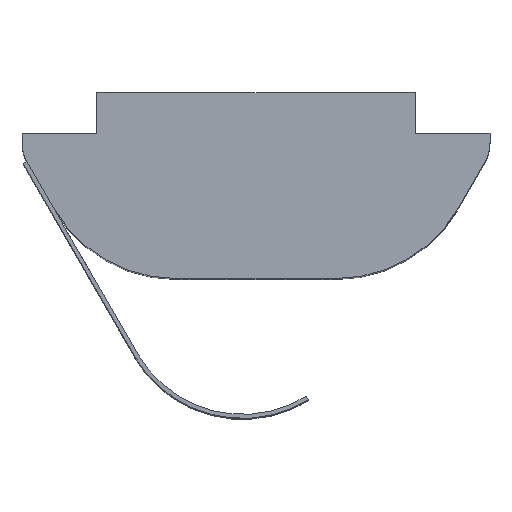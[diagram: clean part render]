
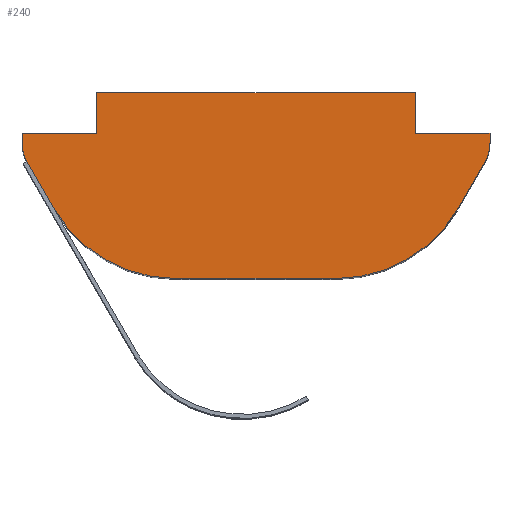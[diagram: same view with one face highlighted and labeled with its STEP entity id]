
A CAD part, top view. The second image highlights one B-rep face of the part: STEP entity #240.
In plain terms, the highlighted planar face has unit normal (0, 0, 1).
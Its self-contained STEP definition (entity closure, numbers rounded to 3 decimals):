
#1 = EDGE_CURVE ( 'NONE', #250, #1146, #954, .T. ) ;
#13 = VECTOR ( 'NONE', #115, 1000. ) ;
#36 = DIRECTION ( 'NONE',  ( 0., -1., 0. ) ) ;
#62 = ORIENTED_EDGE ( 'NONE', *, *, #1, .F. ) ;
#108 = CARTESIAN_POINT ( 'NONE',  ( 3.95, 0., 16. ) ) ;
#113 = DIRECTION ( 'NONE',  ( 0., 0., 1. ) ) ;
#115 = DIRECTION ( 'NONE',  ( -1., 0., 0. ) ) ;
#117 = CARTESIAN_POINT ( 'NONE',  ( -4.8, -1.232, 16. ) ) ;
#123 = CARTESIAN_POINT ( 'NONE',  ( 3.95, -0.2, 16. ) ) ;
#127 = AXIS2_PLACEMENT_3D ( 'NONE', #263, #454, #539 ) ;
#180 = CARTESIAN_POINT ( 'NONE',  ( 0., -1., 16. ) ) ;
#190 = CARTESIAN_POINT ( 'NONE',  ( 3.95, -1., 16. ) ) ;
#194 = CARTESIAN_POINT ( 'NONE',  ( -1.989, -4.6, 16. ) ) ;
#201 = VECTOR ( 'NONE', #459, 1000. ) ;
#202 = LINE ( 'NONE', #826, #321 ) ;
#207 = VERTEX_POINT ( 'NONE', #108 ) ;
#214 = EDGE_CURVE ( 'NONE', #586, #776, #674, .T. ) ;
#222 = ORIENTED_EDGE ( 'NONE', *, *, #428, .T. ) ;
#225 = ORIENTED_EDGE ( 'NONE', *, *, #1128, .T. ) ;
#228 = DIRECTION ( 'NONE',  ( 0., 0., 1. ) ) ;
#232 = VECTOR ( 'NONE', #906, 1000. ) ;
#237 = EDGE_CURVE ( 'NONE', #386, #647, #930, .T. ) ;
#240 = ADVANCED_FACE ( 'NONE', ( #1074 ), #765, .T. ) ;
#241 = CARTESIAN_POINT ( 'NONE',  ( 5.8, -1., 16. ) ) ;
#250 = VERTEX_POINT ( 'NONE', #573 ) ;
#263 = CARTESIAN_POINT ( 'NONE',  ( 4.8, -1.232, 16. ) ) ;
#284 = DIRECTION ( 'NONE',  ( -1., 0., 0. ) ) ;
#290 = AXIS2_PLACEMENT_3D ( 'NONE', #952, #307, #964 ) ;
#293 = ORIENTED_EDGE ( 'NONE', *, *, #506, .F. ) ;
#296 = ORIENTED_EDGE ( 'NONE', *, *, #1070, .F. ) ;
#299 = AXIS2_PLACEMENT_3D ( 'NONE', #764, #113, #284 ) ;
#307 = DIRECTION ( 'NONE',  ( 0., 0., 1. ) ) ;
#318 = DIRECTION ( 'NONE',  ( -1., 0., 0. ) ) ;
#321 = VECTOR ( 'NONE', #1082, 1000. ) ;
#326 = EDGE_CURVE ( 'NONE', #400, #548, #1188, .T. ) ;
#327 = AXIS2_PLACEMENT_3D ( 'NONE', #117, #858, #1052 ) ;
#345 = CARTESIAN_POINT ( 'NONE',  ( -3.95, 0., 16. ) ) ;
#348 = CARTESIAN_POINT ( 'NONE',  ( 5.666, -1.732, 16. ) ) ;
#351 = DIRECTION ( 'NONE',  ( 0.5, -0.866, 0. ) ) ;
#386 = VERTEX_POINT ( 'NONE', #241 ) ;
#400 = VERTEX_POINT ( 'NONE', #1165 ) ;
#408 = CARTESIAN_POINT ( 'NONE',  ( -5.021, -2.85, 16. ) ) ;
#414 = VERTEX_POINT ( 'NONE', #418 ) ;
#418 = CARTESIAN_POINT ( 'NONE',  ( -5.8, -1., 16. ) ) ;
#428 = EDGE_CURVE ( 'NONE', #1036, #400, #641, .T. ) ;
#429 = ORIENTED_EDGE ( 'NONE', *, *, #596, .F. ) ;
#435 = CARTESIAN_POINT ( 'NONE',  ( -5.666, -1.732, 16. ) ) ;
#438 = DIRECTION ( 'NONE',  ( 1., 0., 0. ) ) ;
#454 = DIRECTION ( 'NONE',  ( 0., 0., -1. ) ) ;
#457 = EDGE_CURVE ( 'NONE', #1104, #414, #886, .T. ) ;
#459 = DIRECTION ( 'NONE',  ( -1., 0., 0. ) ) ;
#479 = DIRECTION ( 'NONE',  ( 0., -1., 0. ) ) ;
#485 = DIRECTION ( 'NONE',  ( 1., 0., 0. ) ) ;
#506 = EDGE_CURVE ( 'NONE', #1146, #548, #555, .T. ) ;
#539 = DIRECTION ( 'NONE',  ( -1., 0., 0. ) ) ;
#548 = VERTEX_POINT ( 'NONE', #1086 ) ;
#555 = LINE ( 'NONE', #348, #943 ) ;
#556 = VECTOR ( 'NONE', #36, 1000. ) ;
#557 = VERTEX_POINT ( 'NONE', #1183 ) ;
#565 = CARTESIAN_POINT ( 'NONE',  ( -3.95, 0., 16. ) ) ;
#566 = LINE ( 'NONE', #123, #1041 ) ;
#571 = ORIENTED_EDGE ( 'NONE', *, *, #646, .T. ) ;
#573 = CARTESIAN_POINT ( 'NONE',  ( 5.8, -1.232, 16. ) ) ;
#582 = ORIENTED_EDGE ( 'NONE', *, *, #726, .T. ) ;
#586 = VERTEX_POINT ( 'NONE', #345 ) ;
#589 = AXIS2_PLACEMENT_3D ( 'NONE', #779, #228, #318 ) ;
#596 = EDGE_CURVE ( 'NONE', #386, #250, #202, .T. ) ;
#641 = LINE ( 'NONE', #1156, #755 ) ;
#646 = EDGE_CURVE ( 'NONE', #776, #414, #983, .T. ) ;
#647 = VERTEX_POINT ( 'NONE', #190 ) ;
#674 = LINE ( 'NONE', #565, #556 ) ;
#726 = EDGE_CURVE ( 'NONE', #1088, #1036, #1025, .T. ) ;
#727 = ORIENTED_EDGE ( 'NONE', *, *, #214, .T. ) ;
#754 = LINE ( 'NONE', #1137, #1060 ) ;
#755 = VECTOR ( 'NONE', #438, 1000. ) ;
#764 = CARTESIAN_POINT ( 'NONE',  ( -1.989, -1.1, 16. ) ) ;
#765 = PLANE ( 'NONE',  #290 ) ;
#776 = VERTEX_POINT ( 'NONE', #1028 ) ;
#779 = CARTESIAN_POINT ( 'NONE',  ( 1.989, -1.1, 16. ) ) ;
#814 = CARTESIAN_POINT ( 'NONE',  ( 5.666, -1.732, 16. ) ) ;
#825 = EDGE_CURVE ( 'NONE', #586, #207, #754, .T. ) ;
#826 = CARTESIAN_POINT ( 'NONE',  ( 5.8, -1.2, 16. ) ) ;
#858 = DIRECTION ( 'NONE',  ( 0., 0., -1. ) ) ;
#872 = CARTESIAN_POINT ( 'NONE',  ( -5.8, -1.232, 16. ) ) ;
#886 = LINE ( 'NONE', #977, #232 ) ;
#893 = ORIENTED_EDGE ( 'NONE', *, *, #1062, .F. ) ;
#906 = DIRECTION ( 'NONE',  ( 0., 1., 0. ) ) ;
#909 = LINE ( 'NONE', #435, #939 ) ;
#930 = LINE ( 'NONE', #1139, #13 ) ;
#939 = VECTOR ( 'NONE', #351, 1000. ) ;
#943 = VECTOR ( 'NONE', #993, 1000. ) ;
#952 = CARTESIAN_POINT ( 'NONE',  ( 0., 0., 16. ) ) ;
#954 = CIRCLE ( 'NONE', #127, 1. ) ;
#964 = DIRECTION ( 'NONE',  ( 1., 0., 0. ) ) ;
#975 = ORIENTED_EDGE ( 'NONE', *, *, #457, .F. ) ;
#977 = CARTESIAN_POINT ( 'NONE',  ( -5.8, -1.232, 16. ) ) ;
#982 = CIRCLE ( 'NONE', #327, 1. ) ;
#983 = LINE ( 'NONE', #180, #201 ) ;
#993 = DIRECTION ( 'NONE',  ( -0.5, -0.866, 0. ) ) ;
#1025 = CIRCLE ( 'NONE', #299, 3.5 ) ;
#1028 = CARTESIAN_POINT ( 'NONE',  ( -3.95, -1., 16. ) ) ;
#1031 = ORIENTED_EDGE ( 'NONE', *, *, #326, .T. ) ;
#1036 = VERTEX_POINT ( 'NONE', #194 ) ;
#1041 = VECTOR ( 'NONE', #479, 1000. ) ;
#1052 = DIRECTION ( 'NONE',  ( -1., 0., 0. ) ) ;
#1060 = VECTOR ( 'NONE', #485, 1000. ) ;
#1062 = EDGE_CURVE ( 'NONE', #207, #647, #566, .T. ) ;
#1063 = EDGE_LOOP ( 'NONE', ( #1212, #893, #1210, #727, #571, #975, #296, #225, #582, #222, #1031, #293, #62, #429 ) ) ;
#1070 = EDGE_CURVE ( 'NONE', #557, #1104, #982, .T. ) ;
#1074 = FACE_OUTER_BOUND ( 'NONE', #1063, .T. ) ;
#1082 = DIRECTION ( 'NONE',  ( 0., -1., 0. ) ) ;
#1086 = CARTESIAN_POINT ( 'NONE',  ( 5.021, -2.85, 16. ) ) ;
#1088 = VERTEX_POINT ( 'NONE', #408 ) ;
#1104 = VERTEX_POINT ( 'NONE', #872 ) ;
#1128 = EDGE_CURVE ( 'NONE', #557, #1088, #909, .T. ) ;
#1137 = CARTESIAN_POINT ( 'NONE',  ( 0.75, 0., 16. ) ) ;
#1139 = CARTESIAN_POINT ( 'NONE',  ( 0., -1., 16. ) ) ;
#1146 = VERTEX_POINT ( 'NONE', #814 ) ;
#1156 = CARTESIAN_POINT ( 'NONE',  ( 0., -4.6, 16. ) ) ;
#1165 = CARTESIAN_POINT ( 'NONE',  ( 1.989, -4.6, 16. ) ) ;
#1183 = CARTESIAN_POINT ( 'NONE',  ( -5.666, -1.732, 16. ) ) ;
#1188 = CIRCLE ( 'NONE', #589, 3.5 ) ;
#1210 = ORIENTED_EDGE ( 'NONE', *, *, #825, .F. ) ;
#1212 = ORIENTED_EDGE ( 'NONE', *, *, #237, .T. ) ;
